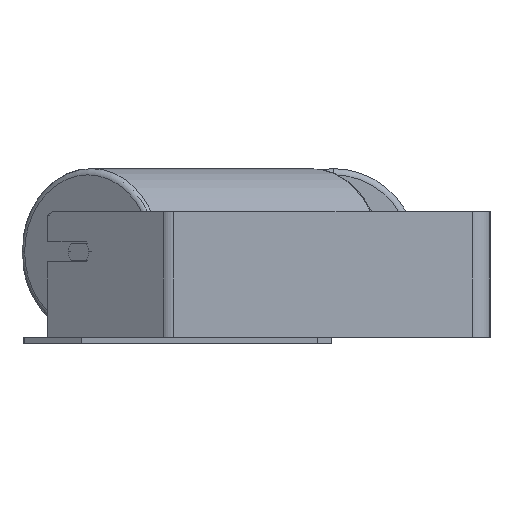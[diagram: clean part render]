
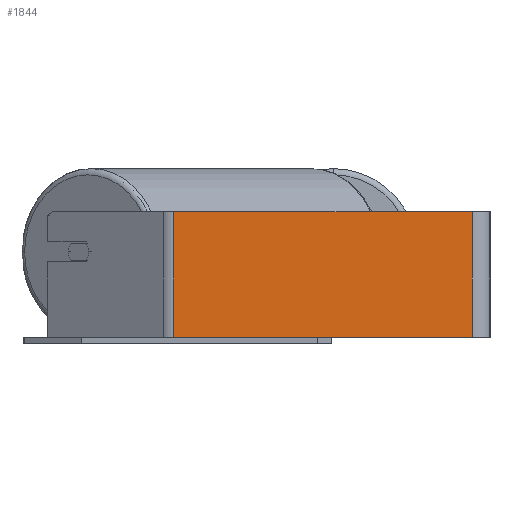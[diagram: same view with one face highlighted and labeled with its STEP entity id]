
A CAD part, left-side view. The second image highlights one B-rep face of the part: STEP entity #1844.
In plain terms, the highlighted planar face has unit normal (-1, 0, 0).
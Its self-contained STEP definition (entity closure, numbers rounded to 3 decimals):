
#692 = VERTEX_POINT ( 'NONE', #8066 ) ;
#1581 = VECTOR ( 'NONE', #4392, 1000. ) ;
#1844 = ADVANCED_FACE ( 'NONE', ( #2754 ), #4819, .F. ) ;
#2051 = ORIENTED_EDGE ( 'NONE', *, *, #4881, .F. ) ;
#2095 = ORIENTED_EDGE ( 'NONE', *, *, #7403, .T. ) ;
#2512 = CARTESIAN_POINT ( 'NONE',  ( -525., 256.923, -50. ) ) ;
#2720 = DIRECTION ( 'NONE',  ( 0., 0., -1. ) ) ;
#2754 = FACE_OUTER_BOUND ( 'NONE', #8484, .T. ) ;
#2874 = EDGE_CURVE ( 'NONE', #7305, #8615, #7225, .T. ) ;
#3109 = AXIS2_PLACEMENT_3D ( 'NONE', #3351, #5549, #3394 ) ;
#3351 = CARTESIAN_POINT ( 'NONE',  ( -525., 256.923, 50. ) ) ;
#3394 = DIRECTION ( 'NONE',  ( 0., 0., -1. ) ) ;
#3793 = CARTESIAN_POINT ( 'NONE',  ( -525., 14., -50. ) ) ;
#3965 = CARTESIAN_POINT ( 'NONE',  ( -525., 14., 50. ) ) ;
#4147 = ORIENTED_EDGE ( 'NONE', *, *, #2874, .F. ) ;
#4392 = DIRECTION ( 'NONE',  ( 0., -1., 0. ) ) ;
#4480 = VECTOR ( 'NONE', #2720, 1000. ) ;
#4810 = DIRECTION ( 'NONE',  ( 0., 0., -1. ) ) ;
#4819 = PLANE ( 'NONE',  #3109 ) ;
#4881 = EDGE_CURVE ( 'NONE', #8615, #6968, #8800, .T. ) ;
#5549 = DIRECTION ( 'NONE',  ( 1., 0., 0. ) ) ;
#6535 = CARTESIAN_POINT ( 'NONE',  ( -525., 256.923, 50. ) ) ;
#6664 = DIRECTION ( 'NONE',  ( 0., -1., 0. ) ) ;
#6939 = VECTOR ( 'NONE', #6664, 1000. ) ;
#6968 = VERTEX_POINT ( 'NONE', #3793 ) ;
#7225 = LINE ( 'NONE', #6535, #6939 ) ;
#7305 = VERTEX_POINT ( 'NONE', #8056 ) ;
#7383 = LINE ( 'NONE', #2512, #1581 ) ;
#7403 = EDGE_CURVE ( 'NONE', #7305, #692, #8917, .T. ) ;
#7499 = CARTESIAN_POINT ( 'NONE',  ( -525., 252.509, 50. ) ) ;
#7995 = VECTOR ( 'NONE', #4810, 1000. ) ;
#8056 = CARTESIAN_POINT ( 'NONE',  ( -525., 252.509, 50. ) ) ;
#8066 = CARTESIAN_POINT ( 'NONE',  ( -525., 252.509, -50. ) ) ;
#8113 = EDGE_CURVE ( 'NONE', #692, #6968, #7383, .T. ) ;
#8161 = ORIENTED_EDGE ( 'NONE', *, *, #8113, .T. ) ;
#8484 = EDGE_LOOP ( 'NONE', ( #8161, #2051, #4147, #2095 ) ) ;
#8615 = VERTEX_POINT ( 'NONE', #3965 ) ;
#8800 = LINE ( 'NONE', #8936, #7995 ) ;
#8917 = LINE ( 'NONE', #7499, #4480 ) ;
#8936 = CARTESIAN_POINT ( 'NONE',  ( -525., 14., 50. ) ) ;
